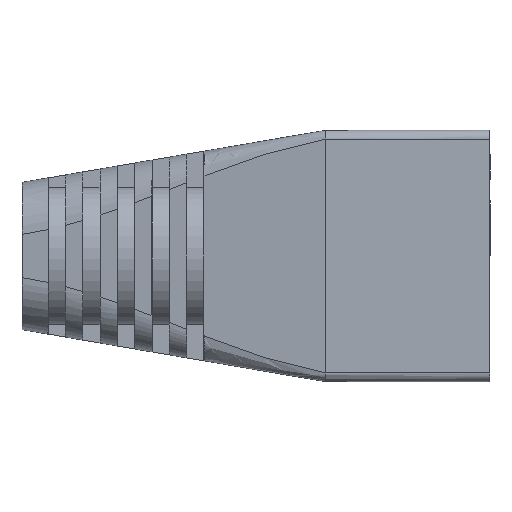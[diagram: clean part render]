
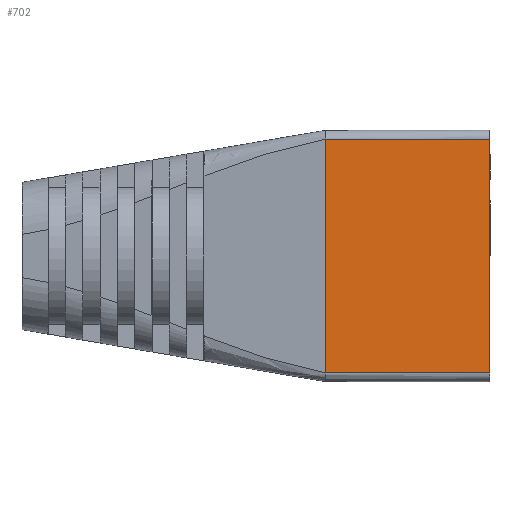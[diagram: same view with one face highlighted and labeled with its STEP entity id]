
A CAD part, front view. The second image highlights one B-rep face of the part: STEP entity #702.
In plain terms, the highlighted planar face has unit normal (0, -1, 0).
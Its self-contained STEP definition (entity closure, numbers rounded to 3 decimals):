
#204 = CARTESIAN_POINT ( 'NONE',  ( -6.333, 0., -6.75 ) ) ;
#214 = ORIENTED_EDGE ( 'NONE', *, *, #4754, .F. ) ;
#357 = ORIENTED_EDGE ( 'NONE', *, *, #3346, .T. ) ;
#586 = EDGE_CURVE ( 'NONE', #5200, #5064, #2366, .T. ) ;
#702 = ADVANCED_FACE ( 'NONE', ( #4392 ), #842, .F. ) ;
#753 = CARTESIAN_POINT ( 'NONE',  ( 0., 0., 6.75 ) ) ;
#771 = CARTESIAN_POINT ( 'NONE',  ( -6.333, 0., 6.75 ) ) ;
#793 = VERTEX_POINT ( 'NONE', #1345 ) ;
#842 = PLANE ( 'NONE',  #4447 ) ;
#884 = VERTEX_POINT ( 'NONE', #5108 ) ;
#1123 = CARTESIAN_POINT ( 'NONE',  ( -9.5, 0., 0. ) ) ;
#1182 = ORIENTED_EDGE ( 'NONE', *, *, #586, .F. ) ;
#1252 = VECTOR ( 'NONE', #4735, 1000. ) ;
#1307 = CARTESIAN_POINT ( 'NONE',  ( -9.5, 0., 0. ) ) ;
#1312 = DIRECTION ( 'NONE',  ( 0., 0., 1. ) ) ;
#1345 = CARTESIAN_POINT ( 'NONE',  ( 0., 0., 6.75 ) ) ;
#1407 = CARTESIAN_POINT ( 'NONE',  ( -9.5, 0., 0. ) ) ;
#1452 = CARTESIAN_POINT ( 'NONE',  ( -3.167, 0., -6.75 ) ) ;
#1827 = B_SPLINE_CURVE_WITH_KNOTS ( 'NONE', 3,
 ( #753, #2846, #771, #3728 ),
 .UNSPECIFIED., .F., .F.,
 ( 4, 4 ),
 ( 0., 0.009 ),
 .UNSPECIFIED. ) ;
#1917 = CARTESIAN_POINT ( 'NONE',  ( -9.5, 0., -6.75 ) ) ;
#1919 = CARTESIAN_POINT ( 'NONE',  ( 0., 0., -7.25 ) ) ;
#2059 = VECTOR ( 'NONE', #4085, 1000. ) ;
#2106 = DIRECTION ( 'NONE',  ( 0., 0., 1. ) ) ;
#2169 = ORIENTED_EDGE ( 'NONE', *, *, #4485, .F. ) ;
#2191 = VECTOR ( 'NONE', #4497, 1000. ) ;
#2219 = VERTEX_POINT ( 'NONE', #2259 ) ;
#2259 = CARTESIAN_POINT ( 'NONE',  ( -9.5, 0., -6.75 ) ) ;
#2319 = LINE ( 'NONE', #1919, #2191 ) ;
#2366 = LINE ( 'NONE', #1307, #1252 ) ;
#2846 = CARTESIAN_POINT ( 'NONE',  ( -3.167, 0., 6.75 ) ) ;
#2885 = B_SPLINE_CURVE_WITH_KNOTS ( 'NONE', 3,
 ( #3142, #204, #1452, #4433 ),
 .UNSPECIFIED., .F., .F.,
 ( 4, 4 ),
 ( 0., 0.009 ),
 .UNSPECIFIED. ) ;
#3068 = LINE ( 'NONE', #1123, #2059 ) ;
#3142 = CARTESIAN_POINT ( 'NONE',  ( -9.5, 0., -6.75 ) ) ;
#3346 = EDGE_CURVE ( 'NONE', #2219, #884, #2885, .T. ) ;
#3640 = CARTESIAN_POINT ( 'NONE',  ( -9.5, 0., 6.75 ) ) ;
#3641 = ORIENTED_EDGE ( 'NONE', *, *, #4144, .F. ) ;
#3728 = CARTESIAN_POINT ( 'NONE',  ( -9.5, 0., 6.75 ) ) ;
#3758 = EDGE_LOOP ( 'NONE', ( #214, #357, #2169, #3823, #1182, #3641 ) ) ;
#3823 = ORIENTED_EDGE ( 'NONE', *, *, #4210, .T. ) ;
#3973 = CARTESIAN_POINT ( 'NONE',  ( -9.5, 0., 6.75 ) ) ;
#4085 = DIRECTION ( 'NONE',  ( 0., 0., 1. ) ) ;
#4132 = VECTOR ( 'NONE', #1312, 1000. ) ;
#4144 = EDGE_CURVE ( 'NONE', #5189, #5200, #3068, .T. ) ;
#4210 = EDGE_CURVE ( 'NONE', #793, #5064, #1827, .T. ) ;
#4234 = CARTESIAN_POINT ( 'NONE',  ( 0., 0., 0. ) ) ;
#4259 = LINE ( 'NONE', #1407, #4132 ) ;
#4392 = FACE_OUTER_BOUND ( 'NONE', #3758, .T. ) ;
#4433 = CARTESIAN_POINT ( 'NONE',  ( 0., 0., -6.75 ) ) ;
#4447 = AXIS2_PLACEMENT_3D ( 'NONE', #4234, #4686, #2106 ) ;
#4485 = EDGE_CURVE ( 'NONE', #793, #884, #2319, .T. ) ;
#4497 = DIRECTION ( 'NONE',  ( 0., 0., -1. ) ) ;
#4686 = DIRECTION ( 'NONE',  ( 0., 1., 0. ) ) ;
#4735 = DIRECTION ( 'NONE',  ( 0., 0., 1. ) ) ;
#4754 = EDGE_CURVE ( 'NONE', #2219, #5189, #4259, .T. ) ;
#5064 = VERTEX_POINT ( 'NONE', #3973 ) ;
#5108 = CARTESIAN_POINT ( 'NONE',  ( 0., 0., -6.75 ) ) ;
#5189 = VERTEX_POINT ( 'NONE', #1917 ) ;
#5200 = VERTEX_POINT ( 'NONE', #3640 ) ;
